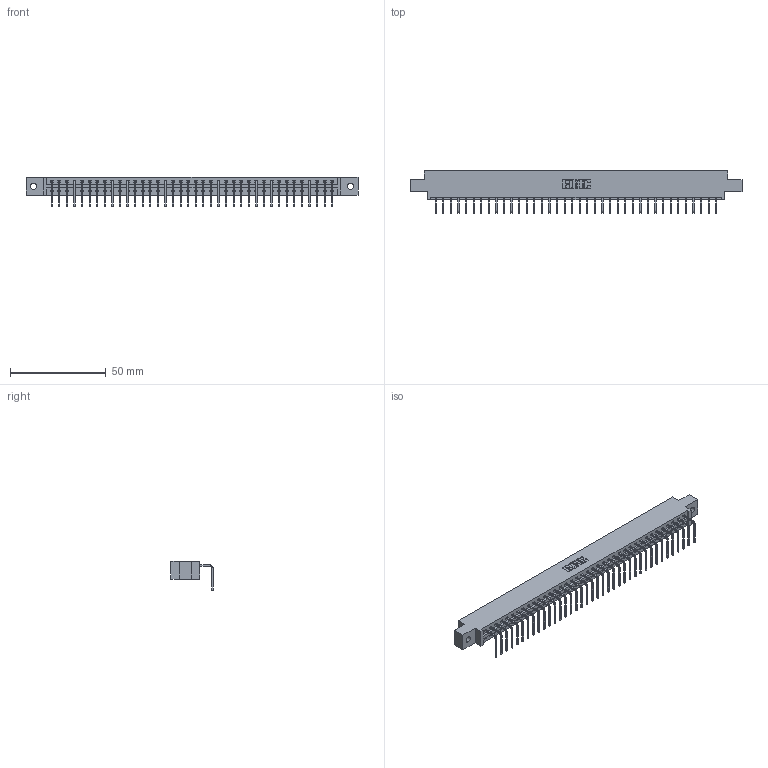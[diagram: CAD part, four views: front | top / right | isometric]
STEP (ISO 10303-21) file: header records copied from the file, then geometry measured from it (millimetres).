
FILE_DESCRIPTION (( 'STEP AP203' ), '1' );
FILE_NAME ('337-038-558-602.STEP', '2019-10-07T14:48:25', ( '' ), ( '' ), 'SwSTEP 2.0', 'SolidWorks 2016', '' );
FILE_SCHEMA (( 'CONFIG_CONTROL_DESIGN' ));
Length unit declared in the file: inch
Products named in the file (3): 337-038-558-602; 345-292-001_558 Tail - 2; 337 Part_0.170 Offset - 0.128 Dia
Assembly tree (39 placements, depth 2):
  337-038-558-602
    337 Part_0.170 Offset - 0.128 Dia
    345-292-001_558 Tail - 2  x38
Bounding box: 173.58 x 22.17 x 15.37 mm (x, y, z)
Volume: 17963.5 mm3; surface area: 19144.8 mm2
Topology: 39 solids, 39 shells, 2550 faces, 7695 edges, 5078 vertices
Faces by surface type: plane 1898, cylinder 652
Entity records: 28983 total; most frequent: CARTESIAN_POINT 5056, ORIENTED_EDGE 5030, DIRECTION 4263, EDGE_CURVE 2515, VECTOR 2387, LINE 2387, VERTEX_POINT 1674, AXIS2_PLACEMENT_3D 938
